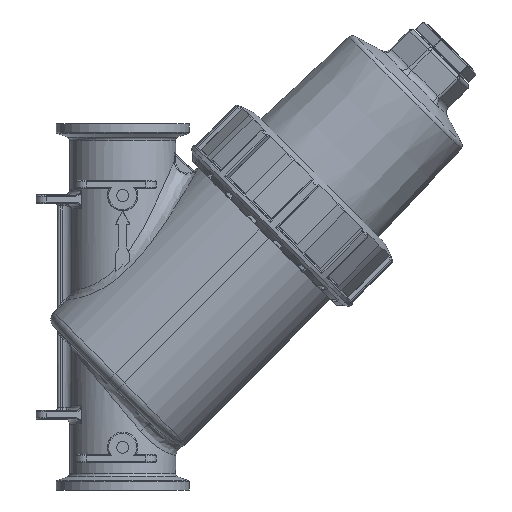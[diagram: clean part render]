
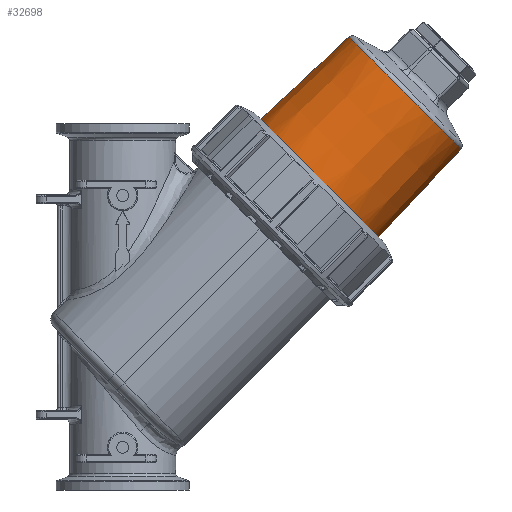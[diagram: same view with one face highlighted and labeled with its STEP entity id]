
A CAD part, left-side view. The second image highlights one B-rep face of the part: STEP entity #32698.
In plain terms, the highlighted conical face has half-angle 2 degrees and reference radius 50.87 mm.
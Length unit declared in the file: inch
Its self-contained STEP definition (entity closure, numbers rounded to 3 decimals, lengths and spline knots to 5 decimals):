
#3171=FACE_OUTER_BOUND('',#5105,.T.);
#5105=EDGE_LOOP('',(#25294,#25295,#25296,#25297,#25298));
#6694=CIRCLE('',#35356,1.94638);
#6696=CIRCLE('',#35358,1.94638);
#7578=B_SPLINE_CURVE_WITH_KNOTS('',3,(#61022,#61023,#61024,#61025,#61026,
#61027,#61028,#61029,#61030,#61031,#61032,#61033,#61034,#61035,#61036,#61037,
#61038,#61039,#61040,#61041,#61042,#61043,#61044,#61045,#61046,#61047,#61048,
#61049,#61050,#61051,#61052,#61053,#61054,#61055,#61056,#61057,#61058,#61059,
#61060,#61061,#61062,#61063),.UNSPECIFIED.,.T.,.F.,(4,1,1,1,1,1,1,1,1,1,
1,1,1,1,1,1,1,1,1,1,1,1,1,1,1,1,1,1,1,1,1,1,1,1,1,1,1,1,1,4),(-68.17886,
-67.26575,-66.96138,-65.7439,-64.52642,-64.37424,
-63.91768,-63.30894,-62.09146,-61.78709,
-61.68564,-60.06233,-59.25068,-58.43903,
-58.23611,-57.62737,-56.81572,-56.00407,
-55.80115,-55.19241,-53.56911,-52.75745,
-51.13415,-50.32249,-49.51084,-48.69919,
-47.07588,-46.26423,-45.45258,-43.82927,
-43.01762,-42.20596,-40.58266,-39.771,
-38.95935,-37.74187,-36.52439,-35.91565,
-35.30691,-34.08943),.UNSPECIFIED.);
#9575=LINE('',#61064,#11746);
#11746=VECTOR('',#39918,2.00276);
#14369=VERTEX_POINT('',#61015);
#14370=VERTEX_POINT('',#61016);
#14371=VERTEX_POINT('',#61021);
#18360=EDGE_CURVE('',#14369,#14370,#6694,.T.);
#18362=EDGE_CURVE('',#14370,#14369,#6696,.T.);
#18363=EDGE_CURVE('',#14371,#14371,#7578,.T.);
#18364=EDGE_CURVE('',#14371,#14369,#9575,.T.);
#25294=ORIENTED_EDGE('',*,*,#18363,.F.);
#25295=ORIENTED_EDGE('',*,*,#18364,.T.);
#25296=ORIENTED_EDGE('',*,*,#18362,.F.);
#25297=ORIENTED_EDGE('',*,*,#18360,.F.);
#25298=ORIENTED_EDGE('',*,*,#18364,.F.);
#31977=CONICAL_SURFACE('',#35359,2.00276,0.035);
#32698=ADVANCED_FACE('',(#3171),#31977,.T.);
#35356=AXIS2_PLACEMENT_3D('',#61017,#39910,#39911);
#35358=AXIS2_PLACEMENT_3D('',#61019,#39914,#39915);
#35359=AXIS2_PLACEMENT_3D('',#61020,#39916,#39917);
#39910=DIRECTION('center_axis',(0.,-1.,0.));
#39911=DIRECTION('ref_axis',(1.,0.,0.));
#39914=DIRECTION('center_axis',(0.,-1.,0.));
#39915=DIRECTION('ref_axis',(1.,0.,0.));
#39916=DIRECTION('center_axis',(0.,1.,0.));
#39917=DIRECTION('ref_axis',(-1.,0.,0.));
#39918=DIRECTION('',(-0.035,-0.999,0.));
#61015=CARTESIAN_POINT('',(1.94638,-4.06081,0.));
#61016=CARTESIAN_POINT('',(0.,-4.06081,-1.94638));
#61017=CARTESIAN_POINT('Origin',(0.,-4.06081,0.));
#61019=CARTESIAN_POINT('Origin',(0.,-4.06081,0.));
#61020=CARTESIAN_POINT('Origin',(0.,-2.4465,0.));
#61021=CARTESIAN_POINT('',(2.05899,-0.83632,0.));
#61022=CARTESIAN_POINT('Ctrl Pts',(2.05899,-0.83632,0.));
#61023=CARTESIAN_POINT('Ctrl Pts',(2.05899,-0.83632,-0.11482));
#61024=CARTESIAN_POINT('Ctrl Pts',(2.04611,-0.83632,-0.26858));
#61025=CARTESIAN_POINT('Ctrl Pts',(1.98639,-0.83632,-0.56954));
#61026=CARTESIAN_POINT('Ctrl Pts',(1.87249,-0.83632,
-0.8971));
#61027=CARTESIAN_POINT('Ctrl Pts',(1.6978,-0.83632,-1.17648));
#61028=CARTESIAN_POINT('Ctrl Pts',(1.55084,-0.83632,
-1.35618));
#61029=CARTESIAN_POINT('Ctrl Pts',(1.44665,-0.83632,-1.46974));
#61030=CARTESIAN_POINT('Ctrl Pts',(1.23262,-0.83632,-1.6618));
#61031=CARTESIAN_POINT('Ctrl Pts',(1.00177,-0.83632,-1.80767));
#61032=CARTESIAN_POINT('Ctrl Pts',(0.81417,-0.83632,
-1.89169));
#61033=CARTESIAN_POINT('Ctrl Pts',(0.57796,-0.83632,
-1.98769));
#61034=CARTESIAN_POINT('Ctrl Pts',(0.25933,-0.83632,
-2.06072));
#61035=CARTESIAN_POINT('Ctrl Pts',(-0.15124,-0.83632,
-2.06105));
#61036=CARTESIAN_POINT('Ctrl Pts',(-0.38019,-0.83632,
-2.02703));
#61037=CARTESIAN_POINT('Ctrl Pts',(-0.58068,-0.83632,
-1.9776));
#61038=CARTESIAN_POINT('Ctrl Pts',(-0.77628,-0.83632,
-1.91341));
#61039=CARTESIAN_POINT('Ctrl Pts',(-1.03013,-0.83632,
-1.79156));
#61040=CARTESIAN_POINT('Ctrl Pts',(-1.22285,-0.83632,
-1.66085));
#61041=CARTESIAN_POINT('Ctrl Pts',(-1.38158,-0.83632,
-1.52928));
#61042=CARTESIAN_POINT('Ctrl Pts',(-1.60291,-0.83632,
-1.31741));
#61043=CARTESIAN_POINT('Ctrl Pts',(-1.82377,-0.83632,
-0.99338));
#61044=CARTESIAN_POINT('Ctrl Pts',(-2.01176,-0.83632,
-0.51658));
#61045=CARTESIAN_POINT('Ctrl Pts',(-2.07445,-0.83632,
-0.10327));
#61046=CARTESIAN_POINT('Ctrl Pts',(-2.04401,-0.83632,
0.30488));
#61047=CARTESIAN_POINT('Ctrl Pts',(-1.97497,-0.83632,
0.60872));
#61048=CARTESIAN_POINT('Ctrl Pts',(-1.82595,-0.83632,
0.98984));
#61049=CARTESIAN_POINT('Ctrl Pts',(-1.59055,-0.83632,
1.33564));
#61050=CARTESIAN_POINT('Ctrl Pts',(-1.29053,-0.83632,
1.61419));
#61051=CARTESIAN_POINT('Ctrl Pts',(-0.94816,-0.83632,
1.84797));
#61052=CARTESIAN_POINT('Ctrl Pts',(-0.56417,-0.83632,
1.99893));
#61053=CARTESIAN_POINT('Ctrl Pts',(-0.15437,-0.83632,
2.06088));
#61054=CARTESIAN_POINT('Ctrl Pts',(0.25512,-0.83632,
2.06125));
#61055=CARTESIAN_POINT('Ctrl Pts',(0.66285,-0.83632,
1.96845));
#61056=CARTESIAN_POINT('Ctrl Pts',(1.03167,-0.83632,1.79066));
#61057=CARTESIAN_POINT('Ctrl Pts',(1.3319,-0.83632,1.58628));
#61058=CARTESIAN_POINT('Ctrl Pts',(1.62194,-0.83632,
1.29617));
#61059=CARTESIAN_POINT('Ctrl Pts',(1.83014,-0.83632,
0.96558));
#61060=CARTESIAN_POINT('Ctrl Pts',(1.94704,-0.83632,
0.68237));
#61061=CARTESIAN_POINT('Ctrl Pts',(2.03314,-0.83632,0.38525));
#61062=CARTESIAN_POINT('Ctrl Pts',(2.05899,-0.83632,0.15309));
#61063=CARTESIAN_POINT('Ctrl Pts',(2.05899,-0.83632,0.));
#61064=CARTESIAN_POINT('',(2.00276,-2.4465,0.));
